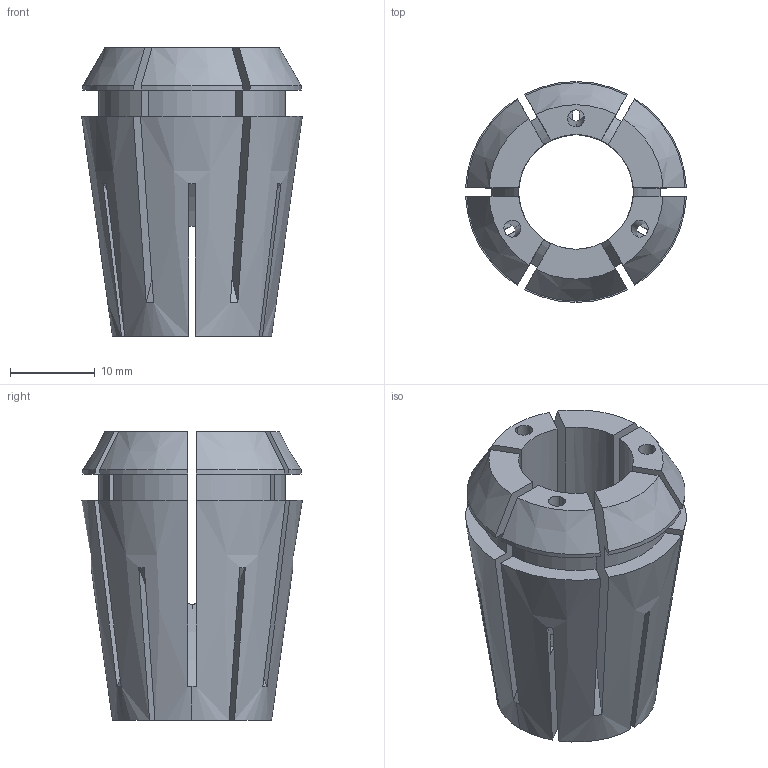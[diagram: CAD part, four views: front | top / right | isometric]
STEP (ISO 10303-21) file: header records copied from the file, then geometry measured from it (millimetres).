
FILE_DESCRIPTION (( 'STEP AP203' ), '1' );
FILE_NAME ('STP-5250-112-025-A34-0(04426-0.531).STEP', '2022-08-03T06:54:31', ( '' ), ( '' ), 'SwSTEP 2.0', 'SolidWorks 2017', '' );
FILE_SCHEMA (( 'CONFIG_CONTROL_DESIGN' ));
Length unit declared in the file: millimetre
Products named in the file (1): STP-5250-112-025-A34-0(04426-0.531)
Bounding box: 25.98 x 26 x 34 mm (x, y, z)
Volume: 7523.3 mm3; surface area: 6671.6 mm2
Topology: 1 solids, 1 shells, 100 faces, 309 edges, 206 vertices
Faces by surface type: plane 54, cylinder 38, cone 8
Entity records: 3727 total; most frequent: CARTESIAN_POINT 947, ORIENTED_EDGE 618, DIRECTION 529, EDGE_CURVE 309, VERTEX_POINT 206, AXIS2_PLACEMENT_3D 201, VECTOR 127, LINE 127
